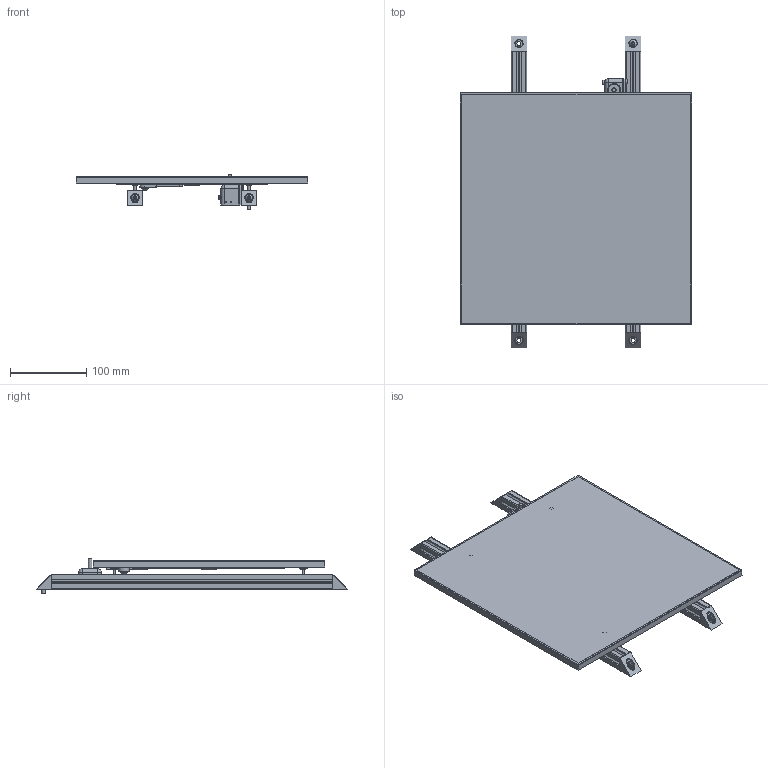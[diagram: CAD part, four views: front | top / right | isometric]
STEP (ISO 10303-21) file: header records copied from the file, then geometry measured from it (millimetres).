
FILE_DESCRIPTION(/* description */ (''),/* implementation_level */ '2;1');
FILE_NAME(/* name */ 'voron300bed.step',/* time_stamp */ '2020-01-05T21:26:52-05:00',/* author */ (''),/* organization */ (''),/* preprocessor_version */ 'ST-DEVELOPER v18',/* originating_system */ 'Autodesk Translation Framework v8.12.0.6',/* authorisation */ '');
FILE_SCHEMA (('AUTOMOTIVE_DESIGN { 1 0 10303 214 3 1 1 }'));
Length unit declared in the file: millimetre
Products named in the file (26): voron2.2_assembly; Frame; HFSB5-2020-370-TPW; OpenBuilds 90deg Corner Assembly; OpenBuilds 90deg Corner Assembly_1; OpenBuilds 90deg Corner Assembly_2; OpenBuilds 90deg Corner Assembly_3; OpenBuilds 90deg Corner; M5 Washer; 10in Bed; M5x10 BHCS; 10in MIC6 Plate; 10in PEI; Bed heater; M3 Spacer; M3 Hexnut; Thermal Fuse; Mech Z Endstop Assembly; GT2 20T 6mm; M3x30 SHCS; M3x20 SHCS; Keyed Back Panel; Omron_D2F_F; 5x30 Shaft; Pulley Housing 20T; M2x12 BHCS
Assembly tree (47 placements, depth 4):
  voron2.2_assembly
    Frame
      HFSB5-2020-370-TPW  x2
      OpenBuilds 90deg Corner Assembly
        OpenBuilds 90deg Corner
        M5 Washer
        M5x10 BHCS  x2
      OpenBuilds 90deg Corner Assembly_1
        OpenBuilds 90deg Corner
        M5 Washer
        M5x10 BHCS
      OpenBuilds 90deg Corner Assembly_2
        OpenBuilds 90deg Corner
        M5 Washer
        M5x10 BHCS
      OpenBuilds 90deg Corner Assembly_3
        OpenBuilds 90deg Corner
        M5 Washer
        M5x10 BHCS
      10in Bed
        M5x10 BHCS
        10in MIC6 Plate
        10in PEI
        Bed heater
        M3x20 SHCS  x3
        M3 Spacer  x3
        M3 Hexnut  x3
        Thermal Fuse
      Mech Z Endstop Assembly
        GT2 20T 6mm
        M3x30 SHCS  x2
        M3x20 SHCS  x2
        Keyed Back Panel
        Omron_D2F_F
        5x30 Shaft
        Pulley Housing 20T
        M2x12 BHCS  x2
Bounding box: 304.8 x 410 x 46 mm (x, y, z)
Volume: 1055294.4 mm3; surface area: 621041.1 mm2
Topology: 43 solids, 43 shells, 1316 faces, 3337 edges, 2154 vertices
Faces by surface type: plane 589, cylinder 552, cone 134, bspline 18, torus 13, sphere 10
Full cylindrical faces by diameter (mm): 1.2 x2, 1.6 x2, 2 x3, 2.3 x2, 2.5 x81, 3 x16, 3.041 x76, 3.2 x6, 3.5 x2, 3.68 x3, 4 x2, 4.2 x2, 4.234 x84, 4.98 x1, 5 x7, 5.12 x84, 5.3 x4, 5.5 x7, 6 x1, 7.14 x8, 9.5 x6, 10 x7, 11 x8, 12.8 x1, 16 x3
Entity records: 39997 total; most frequent: CARTESIAN_POINT 20060, ORIENTED_EDGE 4234, DIRECTION 3811, EDGE_CURVE 2117, VERTEX_POINT 1371, AXIS2_PLACEMENT_3D 1358, LINE 1095, VECTOR 1095
